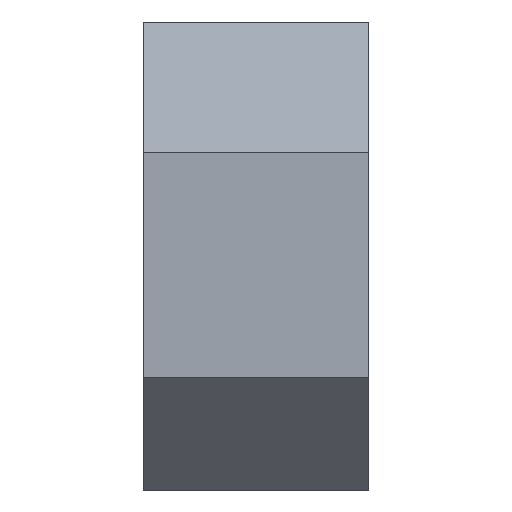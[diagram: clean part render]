
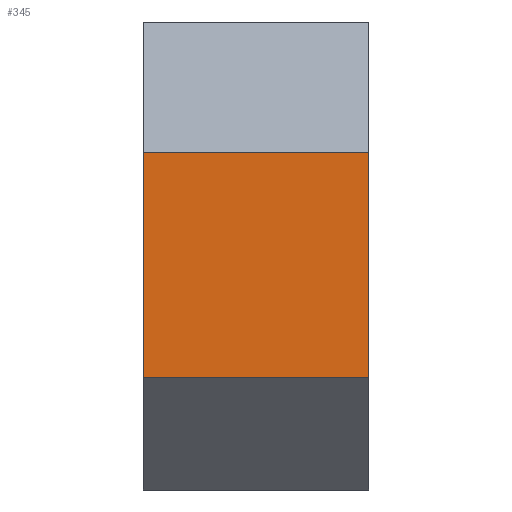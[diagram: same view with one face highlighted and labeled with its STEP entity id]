
A CAD part, front view. The second image highlights one B-rep face of the part: STEP entity #345.
In plain terms, the highlighted planar face has unit normal (0, -1, 0).
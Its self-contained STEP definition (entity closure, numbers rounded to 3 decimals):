
#258=CARTESIAN_POINT('',(6.669,-99.977,-2.0));
#259=VERTEX_POINT('',#258);
#266=CARTESIAN_POINT('',(6.669,-99.977,-10.0));
#267=VERTEX_POINT('',#266);
#268=CARTESIAN_POINT('',(6.669,-99.977,-12.6));
#269=DIRECTION('',(0.0,0.0,-1.0));
#270=VECTOR('',#269,1.0);
#271=LINE('',#268,#270);
#272=EDGE_CURVE('n� 1240',#259,#267,#271,.T.);
#315=CARTESIAN_POINT('',(-1.331,-99.977,-2.0));
#316=VERTEX_POINT('',#315);
#317=CARTESIAN_POINT('',(-1.331,-99.977,-10.0));
#318=VERTEX_POINT('',#317);
#319=CARTESIAN_POINT('',(-1.331,-99.977,0.0));
#320=DIRECTION('',(0.0,0.0,-1.0));
#321=VECTOR('',#320,1.0);
#322=LINE('',#319,#321);
#323=EDGE_CURVE('n� 1274',#316,#318,#322,.T.);
#324=ORIENTED_EDGE('',*,*,#323,.T.);
#325=CARTESIAN_POINT('',(11.269,-99.977,-10.0));
#326=DIRECTION('',(-1.0,0.0,0.0));
#327=VECTOR('',#326,1.0);
#328=LINE('',#325,#327);
#329=EDGE_CURVE('n� 1278',#267,#318,#328,.T.);
#330=ORIENTED_EDGE('',*,*,#329,.F.);
#331=ORIENTED_EDGE('',*,*,#272,.F.);
#332=CARTESIAN_POINT('',(11.269,-99.977,-2.0));
#333=DIRECTION('',(-1.0,0.0,0.0));
#334=VECTOR('',#333,1.0);
#335=LINE('',#332,#334);
#336=EDGE_CURVE('n� 1284',#259,#316,#335,.T.);
#337=ORIENTED_EDGE('',*,*,#336,.T.);
#338=EDGE_LOOP('',(#324,#330,#331,#337));
#339=FACE_OUTER_BOUND('',#338,.T.);
#340=CARTESIAN_POINT('',(11.269,-99.977,-12.6));
#341=DIRECTION('',(0.0,1.0,0.0));
#342=DIRECTION('',(-1.0,0.0,0.0));
#343=AXIS2_PLACEMENT_3D('',#340,#341,#342);
#344=PLANE('',#343);
#345=ADVANCED_FACE('n� 1265',(#339),#344,.F.);
